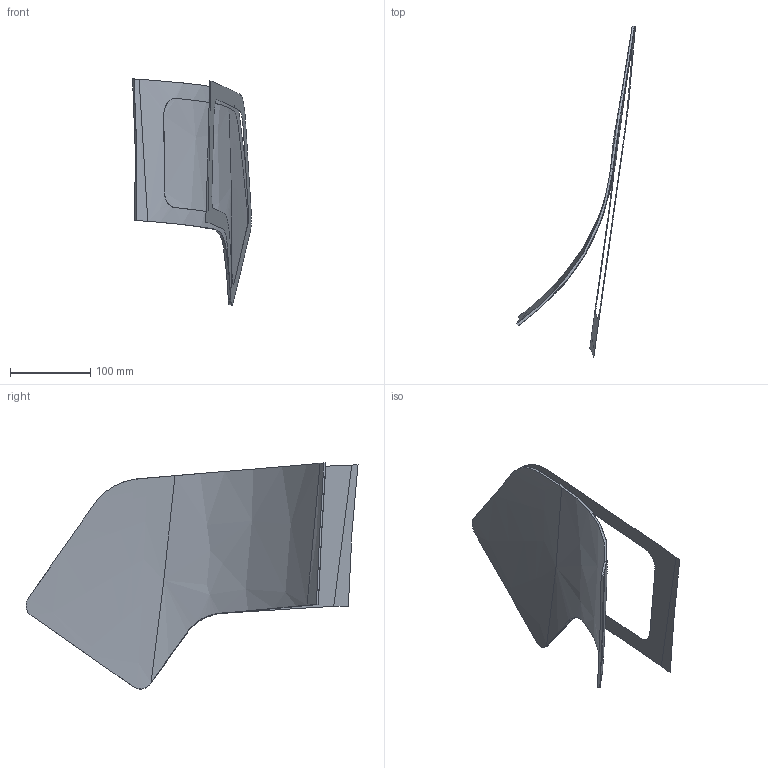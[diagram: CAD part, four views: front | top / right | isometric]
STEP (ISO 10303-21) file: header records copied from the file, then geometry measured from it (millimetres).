
FILE_DESCRIPTION(('CATIA V5 STEP Exchange'),'2;1');
FILE_NAME('631.1.01.00.02 Steklo _0719.stp','2019-07-19T10:33:03+00:00',('none'),('none'),'CATIA Version 5-6 Release 2015 SP3','CATIA V5 STEP AP203','none');
FILE_SCHEMA(('CONFIG_CONTROL_DESIGN'));
Length unit declared in the file: millimetre
Products named in the file (1): 631.1.01.00.02 Steklo _0719
Bounding box: 147.83 x 412.8 x 281.17 mm (x, y, z)
Volume: 222340.2 mm3; surface area: 174007.4 mm2
Topology: 1 solids, 2 shells, 66 faces, 191 edges, 127 vertices
Faces by surface type: bspline 66
Entity records: 10116 total; most frequent: CARTESIAN_POINT 8945, ORIENTED_EDGE 346, B_SPLINE_CURVE_WITH_KNOTS 191, EDGE_CURVE 191, VERTEX_POINT 127, ADVANCED_FACE 66, B_SPLINE_SURFACE_WITH_KNOTS 66, EDGE_LOOP 66
